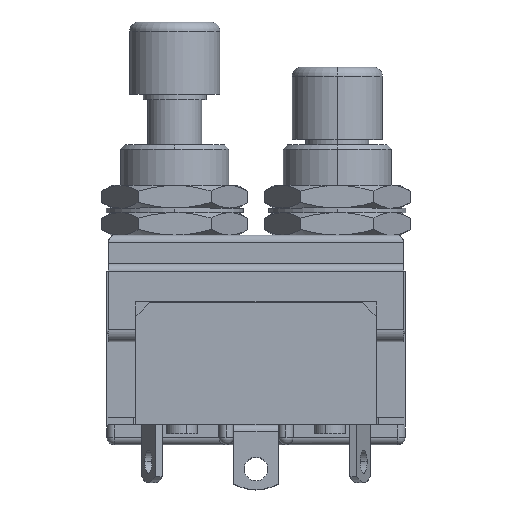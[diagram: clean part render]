
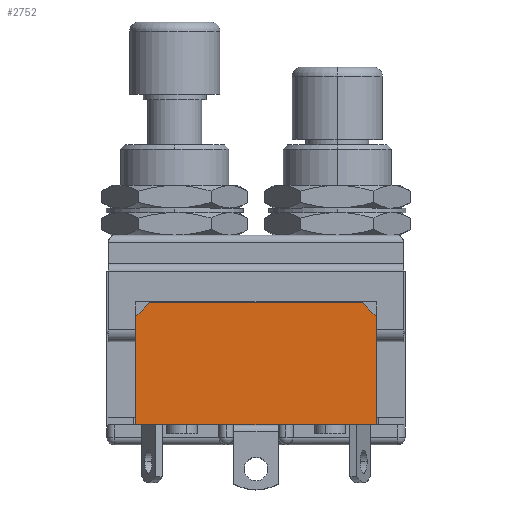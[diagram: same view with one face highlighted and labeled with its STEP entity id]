
A CAD part, top view. The second image highlights one B-rep face of the part: STEP entity #2752.
In plain terms, the highlighted planar face has unit normal (0, 0, 1).
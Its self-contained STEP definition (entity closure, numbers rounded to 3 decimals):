
#410 = LINE ( 'NONE', #3375, #6264 ) ;
#443 = PLANE ( 'NONE',  #6429 ) ;
#542 = ORIENTED_EDGE ( 'NONE', *, *, #5656, .T. ) ;
#820 = LINE ( 'NONE', #1660, #932 ) ;
#932 = VECTOR ( 'NONE', #1258, 1000. ) ;
#1035 = VERTEX_POINT ( 'NONE', #5560 ) ;
#1124 = CARTESIAN_POINT ( 'NONE',  ( 13.3, -17., 9.6 ) ) ;
#1222 = CARTESIAN_POINT ( 'NONE',  ( -13.3, -3.5, 9.6 ) ) ;
#1258 = DIRECTION ( 'NONE',  ( -0.707, 0.707, 0. ) ) ;
#1364 = VERTEX_POINT ( 'NONE', #5845 ) ;
#1508 = VERTEX_POINT ( 'NONE', #2694 ) ;
#1660 = CARTESIAN_POINT ( 'NONE',  ( 11.8, -3.5, 9.6 ) ) ;
#1700 = EDGE_CURVE ( 'NONE', #2033, #9148, #820, .T. ) ;
#1932 = EDGE_CURVE ( 'NONE', #9148, #6122, #6407, .T. ) ;
#1990 = DIRECTION ( 'NONE',  ( -1., 0., 0. ) ) ;
#2033 = VERTEX_POINT ( 'NONE', #3161 ) ;
#2230 = CARTESIAN_POINT ( 'NONE',  ( -13.3, -3.5, 9.6 ) ) ;
#2372 = LINE ( 'NONE', #9417, #3211 ) ;
#2407 = ORIENTED_EDGE ( 'NONE', *, *, #8675, .T. ) ;
#2542 = DIRECTION ( 'NONE',  ( 0., -1., 0. ) ) ;
#2694 = CARTESIAN_POINT ( 'NONE',  ( -13.3, -5., 9.6 ) ) ;
#2752 = ADVANCED_FACE ( 'NONE', ( #3285 ), #443, .F. ) ;
#3031 = EDGE_CURVE ( 'NONE', #1364, #1035, #410, .T. ) ;
#3161 = CARTESIAN_POINT ( 'NONE',  ( 13.3, -5., 9.6 ) ) ;
#3211 = VECTOR ( 'NONE', #2542, 1000. ) ;
#3285 = FACE_OUTER_BOUND ( 'NONE', #5541, .T. ) ;
#3375 = CARTESIAN_POINT ( 'NONE',  ( -13.3, -17., 9.6 ) ) ;
#3448 = CARTESIAN_POINT ( 'NONE',  ( 11.8, -3.5, 9.6 ) ) ;
#4297 = DIRECTION ( 'NONE',  ( 0., 0., -1. ) ) ;
#4541 = DIRECTION ( 'NONE',  ( -0.707, -0.707, 0. ) ) ;
#4684 = ORIENTED_EDGE ( 'NONE', *, *, #6217, .T. ) ;
#5104 = VECTOR ( 'NONE', #6115, 1000. ) ;
#5373 = LINE ( 'NONE', #1124, #6577 ) ;
#5541 = EDGE_LOOP ( 'NONE', ( #542, #7377, #6837, #2407, #4684, #9469 ) ) ;
#5560 = CARTESIAN_POINT ( 'NONE',  ( 13.3, -17., 9.6 ) ) ;
#5656 = EDGE_CURVE ( 'NONE', #1035, #2033, #5373, .T. ) ;
#5845 = CARTESIAN_POINT ( 'NONE',  ( -13.3, -17., 9.6 ) ) ;
#6115 = DIRECTION ( 'NONE',  ( -1., 0., 0. ) ) ;
#6122 = VERTEX_POINT ( 'NONE', #8411 ) ;
#6217 = EDGE_CURVE ( 'NONE', #1508, #1364, #2372, .T. ) ;
#6264 = VECTOR ( 'NONE', #9516, 1000. ) ;
#6349 = DIRECTION ( 'NONE',  ( 0., 1., 0. ) ) ;
#6394 = VECTOR ( 'NONE', #4541, 1000. ) ;
#6407 = LINE ( 'NONE', #2230, #5104 ) ;
#6429 = AXIS2_PLACEMENT_3D ( 'NONE', #1222, #4297, #1990 ) ;
#6577 = VECTOR ( 'NONE', #6349, 1000. ) ;
#6837 = ORIENTED_EDGE ( 'NONE', *, *, #1932, .T. ) ;
#7377 = ORIENTED_EDGE ( 'NONE', *, *, #1700, .T. ) ;
#8249 = CARTESIAN_POINT ( 'NONE',  ( -13.3, -5., 9.6 ) ) ;
#8411 = CARTESIAN_POINT ( 'NONE',  ( -11.8, -3.5, 9.6 ) ) ;
#8675 = EDGE_CURVE ( 'NONE', #6122, #1508, #9783, .T. ) ;
#9148 = VERTEX_POINT ( 'NONE', #3448 ) ;
#9417 = CARTESIAN_POINT ( 'NONE',  ( -13.3, -17., 9.6 ) ) ;
#9469 = ORIENTED_EDGE ( 'NONE', *, *, #3031, .T. ) ;
#9516 = DIRECTION ( 'NONE',  ( 1., 0., 0. ) ) ;
#9783 = LINE ( 'NONE', #8249, #6394 ) ;
